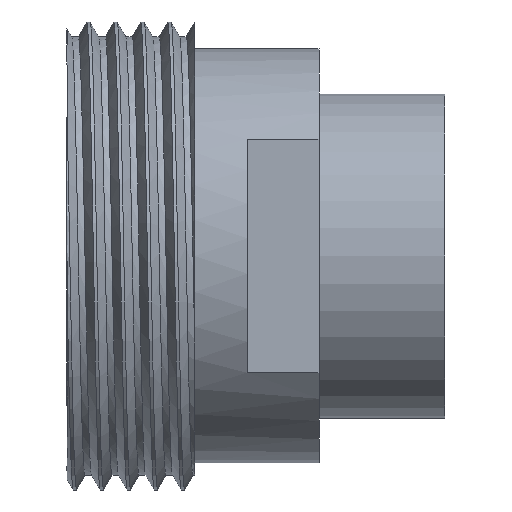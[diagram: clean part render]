
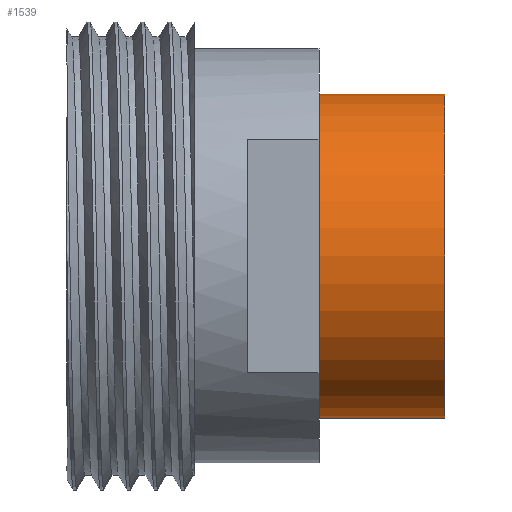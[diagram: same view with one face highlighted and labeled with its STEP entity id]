
A CAD part, front view. The second image highlights one B-rep face of the part: STEP entity #1539.
In plain terms, the highlighted cylindrical face has radius 9 mm (diameter 18 mm), a partial arc.
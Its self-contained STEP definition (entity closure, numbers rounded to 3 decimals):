
#19 = VECTOR ( 'NONE', #1225, 1000. ) ;
#72 = DIRECTION ( 'NONE',  ( -1., 0., 0. ) ) ;
#92 = VERTEX_POINT ( 'NONE', #1487 ) ;
#164 = DIRECTION ( 'NONE',  ( -1., 0., 0. ) ) ;
#197 = ORIENTED_EDGE ( 'NONE', *, *, #510, .T. ) ;
#200 = LINE ( 'NONE', #1255, #19 ) ;
#211 = VECTOR ( 'NONE', #1940, 1000. ) ;
#315 = CARTESIAN_POINT ( 'NONE',  ( 13.5, 0., -9. ) ) ;
#326 = VERTEX_POINT ( 'NONE', #315 ) ;
#510 = EDGE_CURVE ( 'NONE', #326, #1378, #688, .T. ) ;
#528 = FACE_OUTER_BOUND ( 'NONE', #1123, .T. ) ;
#543 = CARTESIAN_POINT ( 'NONE',  ( 13.5, 0., 9. ) ) ;
#658 = CYLINDRICAL_SURFACE ( 'NONE', #685, 9. ) ;
#672 = DIRECTION ( 'NONE',  ( -1., 0., 0. ) ) ;
#685 = AXIS2_PLACEMENT_3D ( 'NONE', #1128, #72, #1138 ) ;
#688 = CIRCLE ( 'NONE', #1668, 9. ) ;
#735 = EDGE_CURVE ( 'NONE', #1241, #92, #1796, .T. ) ;
#952 = CARTESIAN_POINT ( 'NONE',  ( 6.5, 0., -9. ) ) ;
#1008 = ORIENTED_EDGE ( 'NONE', *, *, #1291, .T. ) ;
#1010 = CARTESIAN_POINT ( 'NONE',  ( -36.703, 0., -9. ) ) ;
#1123 = EDGE_LOOP ( 'NONE', ( #1319, #197, #1008, #1746 ) ) ;
#1128 = CARTESIAN_POINT ( 'NONE',  ( -36.703, 0., 0. ) ) ;
#1138 = DIRECTION ( 'NONE',  ( 0., 0., 1. ) ) ;
#1225 = DIRECTION ( 'NONE',  ( -1., 0., 0. ) ) ;
#1239 = DIRECTION ( 'NONE',  ( 0., 0., 1. ) ) ;
#1241 = VERTEX_POINT ( 'NONE', #952 ) ;
#1255 = CARTESIAN_POINT ( 'NONE',  ( -36.703, 0., 9. ) ) ;
#1291 = EDGE_CURVE ( 'NONE', #1378, #92, #200, .T. ) ;
#1319 = ORIENTED_EDGE ( 'NONE', *, *, #1723, .F. ) ;
#1330 = LINE ( 'NONE', #1010, #211 ) ;
#1361 = CARTESIAN_POINT ( 'NONE',  ( 13.5, 0., 0. ) ) ;
#1378 = VERTEX_POINT ( 'NONE', #543 ) ;
#1487 = CARTESIAN_POINT ( 'NONE',  ( 6.5, 0., 9. ) ) ;
#1539 = ADVANCED_FACE ( 'NONE', ( #528 ), #658, .T. ) ;
#1611 = AXIS2_PLACEMENT_3D ( 'NONE', #1725, #672, #1883 ) ;
#1668 = AXIS2_PLACEMENT_3D ( 'NONE', #1361, #164, #1239 ) ;
#1723 = EDGE_CURVE ( 'NONE', #326, #1241, #1330, .T. ) ;
#1725 = CARTESIAN_POINT ( 'NONE',  ( 6.5, 0., 0. ) ) ;
#1746 = ORIENTED_EDGE ( 'NONE', *, *, #735, .F. ) ;
#1796 = CIRCLE ( 'NONE', #1611, 9. ) ;
#1883 = DIRECTION ( 'NONE',  ( 0., 0., 1. ) ) ;
#1940 = DIRECTION ( 'NONE',  ( -1., 0., 0. ) ) ;
